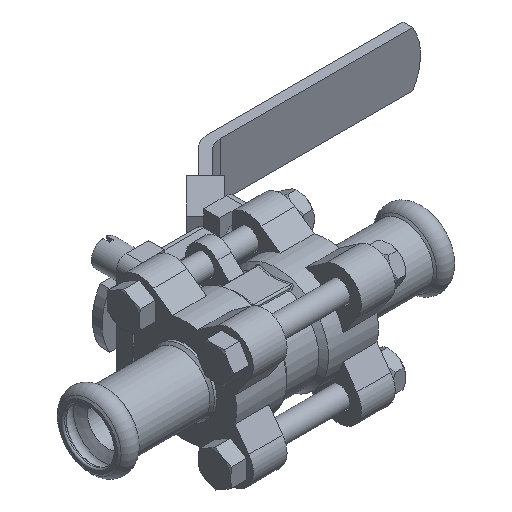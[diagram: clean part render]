
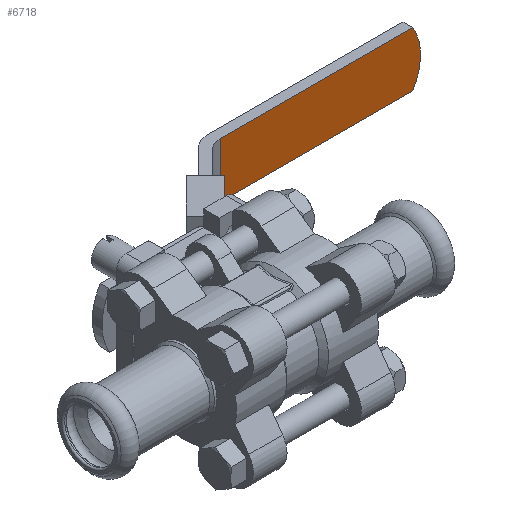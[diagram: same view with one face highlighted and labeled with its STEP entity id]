
A CAD part, isometric view. The second image highlights one B-rep face of the part: STEP entity #6718.
In plain terms, the highlighted planar face has unit normal (0, -1, 0).
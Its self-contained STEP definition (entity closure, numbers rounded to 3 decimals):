
#92=PLANE('',#7273);
#439=LINE('',#11150,#866);
#440=LINE('',#11152,#867);
#441=LINE('',#11154,#868);
#866=VECTOR('',#8458,1000.);
#867=VECTOR('',#8459,1000.);
#868=VECTOR('',#8460,1000.);
#2142=ORIENTED_EDGE('',*,*,#3840,.F.);
#2143=ORIENTED_EDGE('',*,*,#3841,.F.);
#2144=ORIENTED_EDGE('',*,*,#3842,.F.);
#2145=ORIENTED_EDGE('',*,*,#3843,.T.);
#3840=EDGE_CURVE('',#4737,#4738,#5219,.T.);
#3841=EDGE_CURVE('',#4739,#4737,#439,.T.);
#3842=EDGE_CURVE('',#4740,#4739,#440,.T.);
#3843=EDGE_CURVE('',#4740,#4738,#441,.T.);
#4737=VERTEX_POINT('',#11148);
#4738=VERTEX_POINT('',#11149);
#4739=VERTEX_POINT('',#11151);
#4740=VERTEX_POINT('',#11153);
#5219=CIRCLE('',#7274,16.);
#5593=EDGE_LOOP('',(#2142,#2143,#2144,#2145));
#6127=FACE_BOUND('',#5593,.T.);
#6718=ADVANCED_FACE('',(#6127),#92,.T.);
#7273=AXIS2_PLACEMENT_3D('',#11146,#8454,#8455);
#7274=AXIS2_PLACEMENT_3D('',#11147,#8456,#8457);
#8454=DIRECTION('',(0.,-1.,0.));
#8455=DIRECTION('',(0.,0.,-1.));
#8456=DIRECTION('',(0.,1.,0.));
#8457=DIRECTION('',(0.,0.,-1.));
#8458=DIRECTION('',(1.,0.,0.));
#8459=DIRECTION('',(0.,0.,1.));
#8460=DIRECTION('',(1.,0.,0.));
#11146=CARTESIAN_POINT('',(39.978,51.,-8.5));
#11147=CARTESIAN_POINT('',(86.,51.,0.));
#11148=CARTESIAN_POINT('',(99.555,51.,8.5));
#11149=CARTESIAN_POINT('',(99.555,51.,-8.5));
#11150=CARTESIAN_POINT('',(39.978,51.,8.5));
#11151=CARTESIAN_POINT('',(39.978,51.,8.5));
#11152=CARTESIAN_POINT('',(39.978,51.,-8.5));
#11153=CARTESIAN_POINT('',(39.978,51.,-8.5));
#11154=CARTESIAN_POINT('',(39.978,51.,-8.5));
